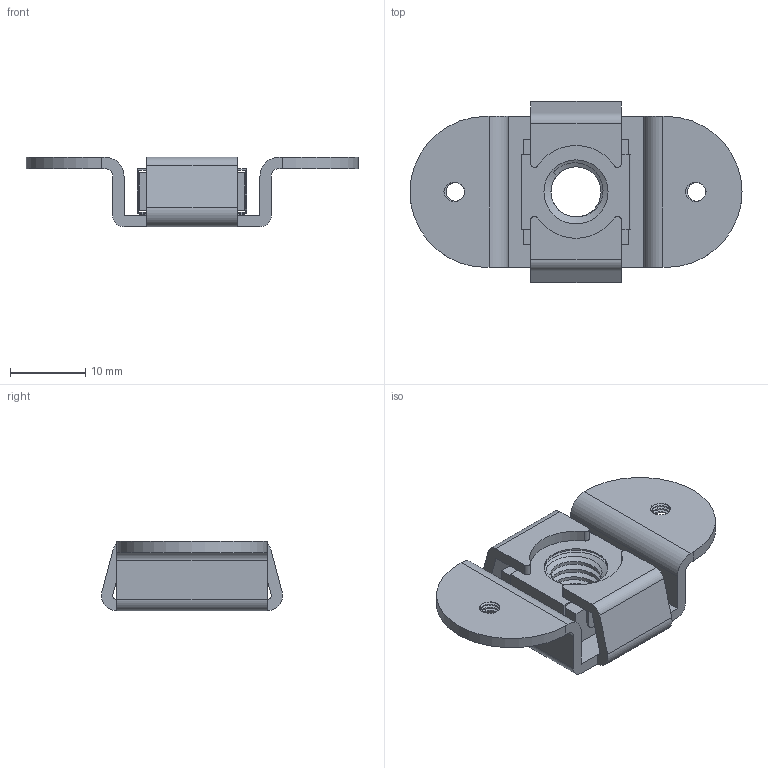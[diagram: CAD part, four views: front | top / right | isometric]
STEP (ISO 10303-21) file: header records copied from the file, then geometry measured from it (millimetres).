
FILE_DESCRIPTION (( 'STEP AP214' ), '1' );
FILE_NAME ('TL_405.STEP', '2018-08-08T05:46:17', ( '' ), ( '' ), 'SwSTEP 2.0', 'SolidWorks 2015', '' );
FILE_SCHEMA (( 'AUTOMOTIVE_DESIGN' ));
Length unit declared in the file: millimetre
Products named in the file (3): ƒiƒbƒg^TL_405; ブラケット; TL_405
Assembly tree (2 placements, depth 2):
  TL_405
    ブラケット
    ƒiƒbƒg^TL_405
Bounding box: 44 x 23.99 x 9.2 mm (x, y, z)
Volume: 2713.1 mm3; surface area: 4455.2 mm2
Topology: 3 solids, 3 shells, 159 faces, 501 edges, 354 vertices
Faces by surface type: cylinder 77, plane 66, sphere 8, bspline 6, cone 2
Entity records: 6750 total; most frequent: CARTESIAN_POINT 2259, ORIENTED_EDGE 1006, DIRECTION 859, EDGE_CURVE 503, VERTEX_POINT 356, AXIS2_PLACEMENT_3D 309, LINE 241, VECTOR 241
